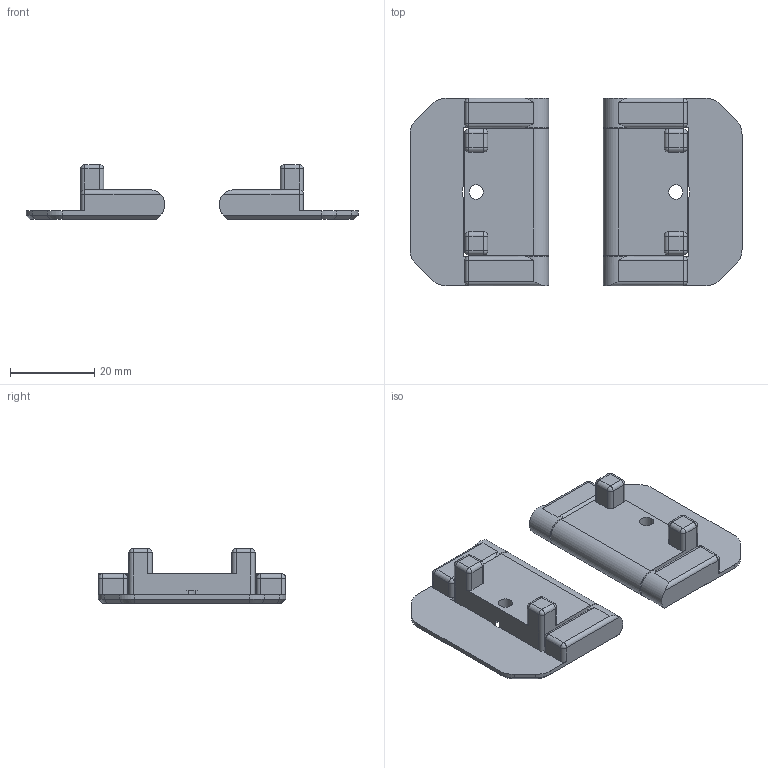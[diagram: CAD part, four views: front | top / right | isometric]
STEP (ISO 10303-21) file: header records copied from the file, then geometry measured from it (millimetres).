
FILE_DESCRIPTION(/* description */ (''),/* implementation_level */ '2;1');
FILE_NAME(/* name */ 'Voron-Simple-Hinge v20.step',/* time_stamp */ '2022-02-02T05:43:37+00:00',/* author */ (''),/* organization */ (''),/* preprocessor_version */ 'ST-DEVELOPER v18.1',/* originating_system */ 'Autodesk Translation Framework v10.13.0.1454',/* authorisation */ '');
FILE_SCHEMA (('AUTOMOTIVE_DESIGN { 1 0 10303 214 3 1 1 }'));
Length unit declared in the file: millimetre
Products named in the file (7): Voron-Simple-Hinge; Left; Fixed Leaf Left; Moving Leaf Left; Right; Fixed Leaf Right; Moving Leaf Right
Assembly tree (6 placements, depth 3):
  Voron-Simple-Hinge
    Left
      Fixed Leaf Left
      Moving Leaf Left
    Right
      Fixed Leaf Right
      Moving Leaf Right
Bounding box: 79 x 44.6 x 13 mm (x, y, z)
Volume: 13526.1 mm3; surface area: 9663.1 mm2
Topology: 4 solids, 4 shells, 186 faces, 440 edges, 262 vertices
Faces by surface type: cylinder 78, plane 74, sphere 24, cone 10
Full cylindrical faces by diameter (mm): 3.2 x4, 3.4 x2, 4.7 x2
Entity records: 5517 total; most frequent: DIRECTION 986, CARTESIAN_POINT 961, ORIENTED_EDGE 880, EDGE_CURVE 440, AXIS2_PLACEMENT_3D 359, LINE 268, VECTOR 268, VERTEX_POINT 262
